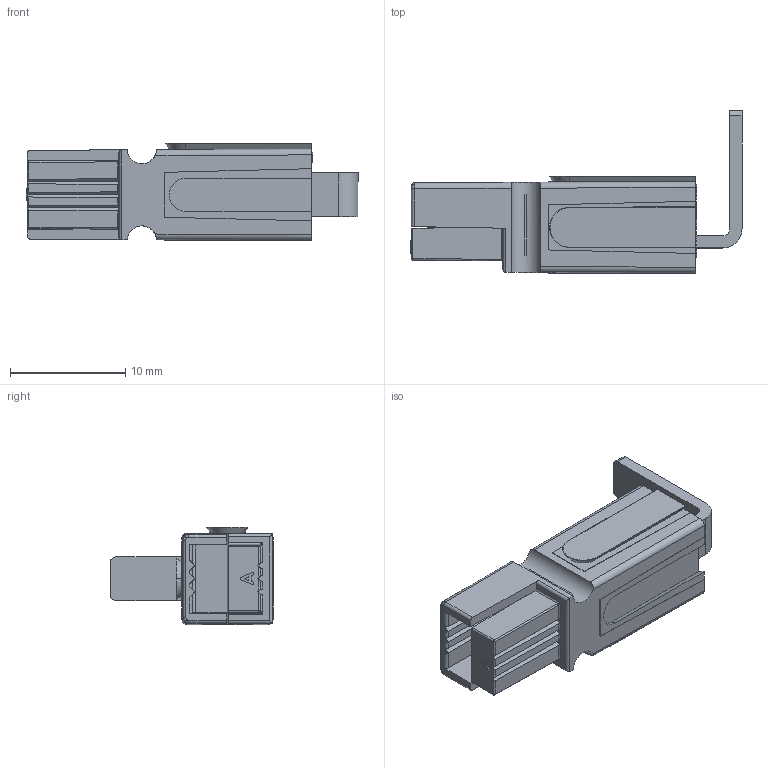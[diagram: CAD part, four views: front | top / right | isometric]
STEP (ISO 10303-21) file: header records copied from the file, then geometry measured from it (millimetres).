
FILE_DESCRIPTION (( 'STEP AP203' ), '1' );
FILE_NAME ('1336G1 IN HSG.STEP', '2009-06-05T18:34:21', ( 'APP' ), ( 'Anderson Power Products' ), 'SwSTEP 2.0', 'SolidWorks 2008', '' );
FILE_SCHEMA (( 'CONFIG_CONTROL_DESIGN' ));
Length unit declared in the file: millimetre
Products named in the file (1): 1336G1 IN HSG
Bounding box: 28.75 x 14.07 x 8.41 mm (x, y, z)
Volume: 1262.6 mm3; surface area: 1263.6 mm2
Topology: 1 solids, 1 shells, 345 faces, 927 edges, 607 vertices
Faces by surface type: plane 230, bspline 57, cylinder 47, cone 6, torus 3, sphere 2
Entity records: 13718 total; most frequent: CARTESIAN_POINT 5535, ORIENTED_EDGE 1850, DIRECTION 1387, EDGE_CURVE 925, LINE 701, VECTOR 701, VERTEX_POINT 607, EDGE_LOOP 370
